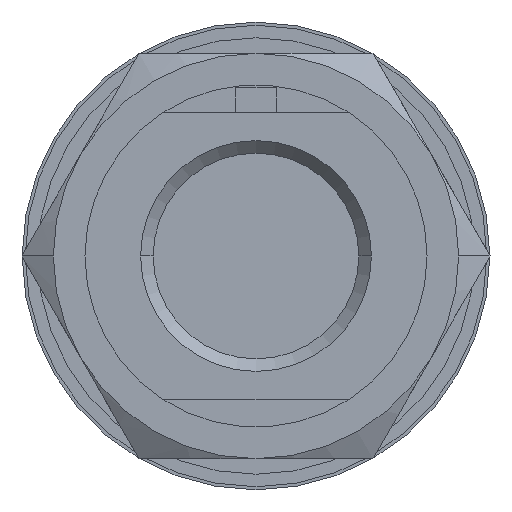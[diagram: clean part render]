
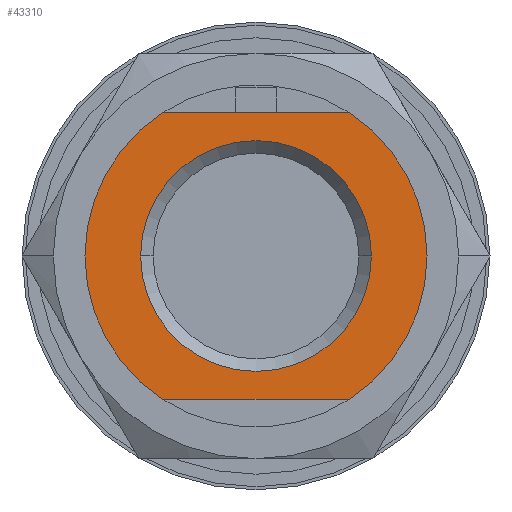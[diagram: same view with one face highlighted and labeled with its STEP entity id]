
A CAD part, front view. The second image highlights one B-rep face of the part: STEP entity #43310.
In plain terms, the highlighted planar face has unit normal (0, -1, 0).
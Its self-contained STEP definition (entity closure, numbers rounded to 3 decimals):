
#33960=CARTESIAN_POINT('',(12.096,-1.587,
-6.466));
#33970=VERTEX_POINT('',#33960);
#34000=CARTESIAN_POINT('',(0.,-1.587,-6.466));
#34010=DIRECTION('',(-1.,0.,0.));
#34020=VECTOR('',#34010,1.);
#34030=LINE('',#34000,#34020);
#34040=CARTESIAN_POINT('',(6.121,-1.587,
-6.466));
#34050=VERTEX_POINT('',#34040);
#34060=EDGE_CURVE('',#33970,#34050,#34030,.T.);
#42590=CARTESIAN_POINT('',(6.121,-1.587,
-15.666));
#42600=VERTEX_POINT('',#42590);
#42630=CARTESIAN_POINT('',(0.,-1.587,-15.666));
#42640=DIRECTION('',(1.,0.,0.));
#42650=VECTOR('',#42640,1.);
#42660=LINE('',#42630,#42650);
#42670=CARTESIAN_POINT('',(12.096,-1.587,
-15.666));
#42680=VERTEX_POINT('',#42670);
#42690=EDGE_CURVE('',#42600,#42680,#42660,.T.);
#42850=CARTESIAN_POINT('',(9.109,-1.587,
-13.808));
#42860=DIRECTION('',(0.,-1.,0.));
#42870=DIRECTION('',(0.,0.,-1.));
#42880=AXIS2_PLACEMENT_3D('',#42850,#42860,#42870);
#42890=PLANE('',#42880);
#42900=CARTESIAN_POINT('',(9.109,-1.587,
-11.066));
#42910=DIRECTION('',(0.,1.,0.));
#42920=DIRECTION('',(-1.,0.,0.));
#42930=AXIS2_PLACEMENT_3D('',#42900,#42910,#42920);
#42940=CIRCLE('',#42930,5.485);
#42950=CARTESIAN_POINT('',(14.594,-1.587,
-11.066));
#42960=VERTEX_POINT('',#42950);
#42970=EDGE_CURVE('',#33970,#42960,#42940,.T.);
#42980=ORIENTED_EDGE('',*,*,#42970,.F.);
#42990=EDGE_CURVE('',#42960,#42680,#42940,.T.);
#43000=ORIENTED_EDGE('',*,*,#42990,.F.);
#43010=ORIENTED_EDGE('',*,*,#42690,.T.);
#43020=CARTESIAN_POINT('',(9.109,-1.587,
-11.066));
#43030=DIRECTION('',(0.,1.,0.));
#43040=DIRECTION('',(-1.,0.,0.));
#43050=AXIS2_PLACEMENT_3D('',#43020,#43030,#43040);
#43060=CIRCLE('',#43050,5.485);
#43070=CARTESIAN_POINT('',(3.624,-1.587,
-11.066));
#43080=VERTEX_POINT('',#43070);
#43090=EDGE_CURVE('',#42600,#43080,#43060,.T.);
#43100=ORIENTED_EDGE('',*,*,#43090,.F.);
#43110=EDGE_CURVE('',#43080,#34050,#43060,.T.);
#43120=ORIENTED_EDGE('',*,*,#43110,.F.);
#43130=ORIENTED_EDGE('',*,*,#34060,.T.);
#43140=EDGE_LOOP('',(#43130,#43120,#43100,#43010,#43000,#42980));
#43150=FACE_OUTER_BOUND('',#43140,.T.);
#43160=CARTESIAN_POINT('',(9.109,-1.587,
-11.066));
#43170=DIRECTION('',(0.,-1.,0.));
#43180=DIRECTION('',(-1.,0.,0.));
#43190=AXIS2_PLACEMENT_3D('',#43160,#43170,#43180);
#43200=CIRCLE('',#43190,3.7);
#43210=CARTESIAN_POINT('',(12.809,-1.587,
-11.066));
#43220=VERTEX_POINT('',#43210);
#43230=CARTESIAN_POINT('',(5.409,-1.587,
-11.066));
#43240=VERTEX_POINT('',#43230);
#43250=EDGE_CURVE('',#43220,#43240,#43200,.T.);
#43260=ORIENTED_EDGE('',*,*,#43250,.F.);
#43270=EDGE_CURVE('',#43240,#43220,#43200,.T.);
#43280=ORIENTED_EDGE('',*,*,#43270,.F.);
#43290=EDGE_LOOP('',(#43280,#43260));
#43300=FACE_BOUND('',#43290,.T.);
#43310=ADVANCED_FACE('',(#43150,#43300),#42890,.T.);
